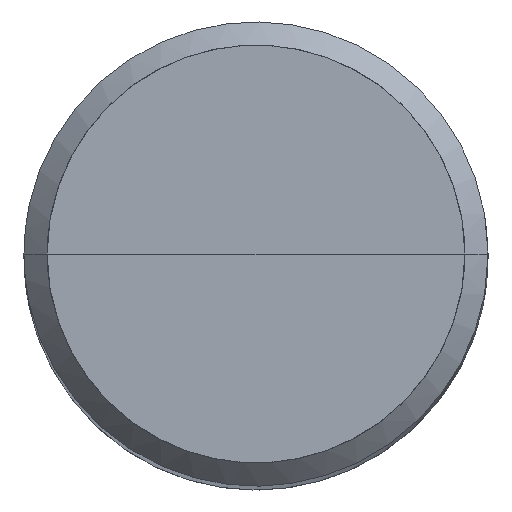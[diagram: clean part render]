
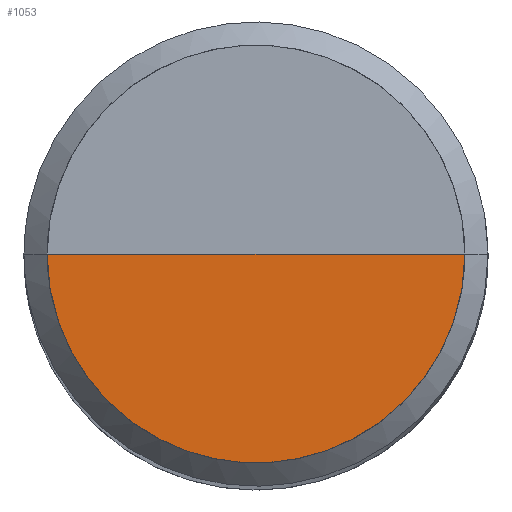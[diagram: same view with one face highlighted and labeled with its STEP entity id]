
A CAD part, top view. The second image highlights one B-rep face of the part: STEP entity #1053.
In plain terms, the highlighted free-form (B-spline) face has degree [1, 2] with [2, 5] control points.
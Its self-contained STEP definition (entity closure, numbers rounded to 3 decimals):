
#700=CARTESIAN_POINT('',(7.2,0.0,69.5));
#704=CARTESIAN_POINT('',(-7.2,0.0,69.5));
#705=CARTESIAN_POINT('',(0.0,0.0,69.5));
#712=CARTESIAN_POINT('',(-7.2,-7.2,69.5));
#713=CARTESIAN_POINT('',(0.0,-7.2,69.5));
#714=CARTESIAN_POINT('',(7.2,-7.2,69.5));
#1038=(
BOUNDED_SURFACE()
B_SPLINE_SURFACE(1,2,(
(#704,#712,#713,#714,#700),
(#705,#705,#705,#705,#705)
), .UNSPECIFIED.,.F.,.F.,.F.)
B_SPLINE_SURFACE_WITH_KNOTS((2,2),(3,2,3),(
0.0,1.0),(
0.0,0.5,1.0), .UNSPECIFIED.)
GEOMETRIC_REPRESENTATION_ITEM()
RATIONAL_B_SPLINE_SURFACE(((1.0,0.707,1.0,0.707,1.0),
(1.0,0.707,1.0,0.707,1.0)
))
REPRESENTATION_ITEM('')
SURFACE()
);
#1039=(
BOUNDED_CURVE()
B_SPLINE_CURVE(1,(#705,#700),.UNSPECIFIED.,.F.,.F.)
B_SPLINE_CURVE_WITH_KNOTS((2,2),
(0.0,1.0),.UNSPECIFIED.)
CURVE()
GEOMETRIC_REPRESENTATION_ITEM()
RATIONAL_B_SPLINE_CURVE((1.0,1.0))
REPRESENTATION_ITEM('')
);
#1040=(
BOUNDED_CURVE()
B_SPLINE_CURVE(2,(#700,#714,#713,#712,#704),.UNSPECIFIED.,.F.,.F.)
B_SPLINE_CURVE_WITH_KNOTS((3,2,3),
(0.0,0.5,1.0),.UNSPECIFIED.)
CURVE()
GEOMETRIC_REPRESENTATION_ITEM()
RATIONAL_B_SPLINE_CURVE((1.0,0.707,1.0,0.707,1.0))
REPRESENTATION_ITEM('')
);
#1041=(
BOUNDED_CURVE()
B_SPLINE_CURVE(1,(#704,#705),.UNSPECIFIED.,.F.,.F.)
B_SPLINE_CURVE_WITH_KNOTS((2,2),
(0.0,1.0),.UNSPECIFIED.)
CURVE()
GEOMETRIC_REPRESENTATION_ITEM()
RATIONAL_B_SPLINE_CURVE((1.0,1.0))
REPRESENTATION_ITEM('')
);
#1042=VERTEX_POINT('',#700);
#1043=VERTEX_POINT('',#704);
#1044=VERTEX_POINT('',#705);
#1045=EDGE_CURVE('',#1044,#1042,#1039,.T.);
#1046=EDGE_CURVE('',#1042,#1043,#1040,.T.);
#1047=EDGE_CURVE('',#1043,#1044,#1041,.T.);
#1048=ORIENTED_EDGE('',*,*,#1045,.T.);
#1049=ORIENTED_EDGE('',*,*,#1046,.T.);
#1050=ORIENTED_EDGE('',*,*,#1047,.T.);
#1051=EDGE_LOOP('',(#1048,#1049,#1050));
#1052=FACE_OUTER_BOUND('',#1051,.T.);
#1053=ADVANCED_FACE('',(#1052),#1038,.T.);
